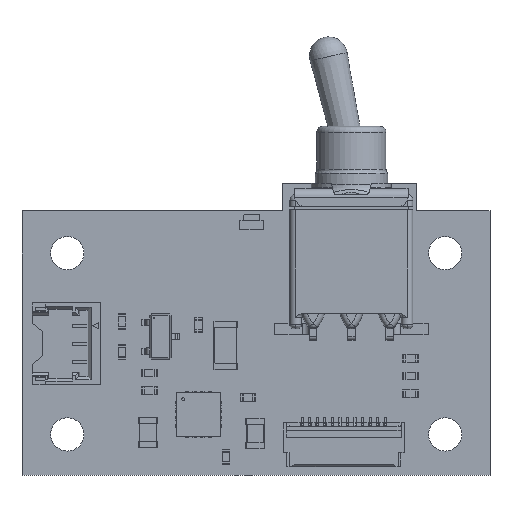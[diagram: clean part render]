
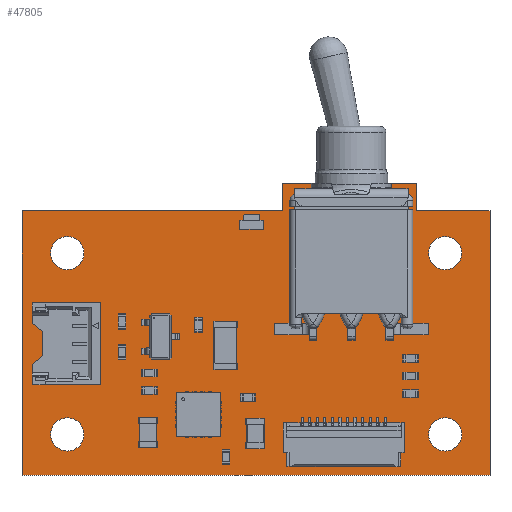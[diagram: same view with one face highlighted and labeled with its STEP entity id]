
A CAD part, top view. The second image highlights one B-rep face of the part: STEP entity #47805.
In plain terms, the highlighted planar face has unit normal (0, 0, 1).
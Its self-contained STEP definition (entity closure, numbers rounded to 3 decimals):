
#47595 = VERTEX_POINT('',#47596);
#47596 = CARTESIAN_POINT('',(134.112,-58.217,0.51));
#47602 = EDGE_CURVE('',#47595,#47603,#47605,.T.);
#47603 = VERTEX_POINT('',#47604);
#47604 = CARTESIAN_POINT('',(138.963,-58.216,0.51));
#47605 = LINE('',#47606,#47607);
#47606 = CARTESIAN_POINT('',(134.112,-58.217,0.51));
#47607 = VECTOR('',#47608,1.);
#47608 = DIRECTION('',(1.,0.,0.));
#47635 = VERTEX_POINT('',#47636);
#47636 = CARTESIAN_POINT('',(134.112,-56.388,0.51));
#47642 = EDGE_CURVE('',#47635,#47595,#47643,.T.);
#47643 = LINE('',#47644,#47645);
#47644 = CARTESIAN_POINT('',(134.112,-56.388,0.51));
#47645 = VECTOR('',#47646,1.);
#47646 = DIRECTION('',(0.,-1.,0.));
#47664 = EDGE_CURVE('',#47603,#47665,#47667,.T.);
#47665 = VERTEX_POINT('',#47666);
#47666 = CARTESIAN_POINT('',(138.963,-75.692,0.51));
#47667 = LINE('',#47668,#47669);
#47668 = CARTESIAN_POINT('',(138.963,-58.216,0.51));
#47669 = VECTOR('',#47670,1.);
#47670 = DIRECTION('',(0.,-1.,0.));
#47805 = ADVANCED_FACE('',(#47806,#47849,#47860,#47871,#47882,#47893,
    #47904),#47915,.T.);
#47806 = FACE_BOUND('',#47807,.T.);
#47807 = EDGE_LOOP('',(#47808,#47809,#47810,#47818,#47826,#47834,#47842,
    #47848));
#47808 = ORIENTED_EDGE('',*,*,#47602,.F.);
#47809 = ORIENTED_EDGE('',*,*,#47642,.F.);
#47810 = ORIENTED_EDGE('',*,*,#47811,.F.);
#47811 = EDGE_CURVE('',#47812,#47635,#47814,.T.);
#47812 = VERTEX_POINT('',#47813);
#47813 = CARTESIAN_POINT('',(125.222,-56.388,0.51));
#47814 = LINE('',#47815,#47816);
#47815 = CARTESIAN_POINT('',(125.222,-56.388,0.51));
#47816 = VECTOR('',#47817,1.);
#47817 = DIRECTION('',(1.,0.,0.));
#47818 = ORIENTED_EDGE('',*,*,#47819,.F.);
#47819 = EDGE_CURVE('',#47820,#47812,#47822,.T.);
#47820 = VERTEX_POINT('',#47821);
#47821 = CARTESIAN_POINT('',(125.222,-58.217,0.51));
#47822 = LINE('',#47823,#47824);
#47823 = CARTESIAN_POINT('',(125.222,-58.217,0.51));
#47824 = VECTOR('',#47825,1.);
#47825 = DIRECTION('',(0.,1.,0.));
#47826 = ORIENTED_EDGE('',*,*,#47827,.F.);
#47827 = EDGE_CURVE('',#47828,#47820,#47830,.T.);
#47828 = VERTEX_POINT('',#47829);
#47829 = CARTESIAN_POINT('',(108.,-58.216,0.51));
#47830 = LINE('',#47831,#47832);
#47831 = CARTESIAN_POINT('',(108.,-58.216,0.51));
#47832 = VECTOR('',#47833,1.);
#47833 = DIRECTION('',(1.,0.,0.));
#47834 = ORIENTED_EDGE('',*,*,#47835,.F.);
#47835 = EDGE_CURVE('',#47836,#47828,#47838,.T.);
#47836 = VERTEX_POINT('',#47837);
#47837 = CARTESIAN_POINT('',(108.,-75.692,0.51));
#47838 = LINE('',#47839,#47840);
#47839 = CARTESIAN_POINT('',(108.,-75.692,0.51));
#47840 = VECTOR('',#47841,1.);
#47841 = DIRECTION('',(0.,1.,0.));
#47842 = ORIENTED_EDGE('',*,*,#47843,.F.);
#47843 = EDGE_CURVE('',#47665,#47836,#47844,.T.);
#47844 = LINE('',#47845,#47846);
#47845 = CARTESIAN_POINT('',(138.963,-75.692,0.51));
#47846 = VECTOR('',#47847,1.);
#47847 = DIRECTION('',(-1.,0.,0.));
#47848 = ORIENTED_EDGE('',*,*,#47664,.F.);
#47849 = FACE_BOUND('',#47850,.T.);
#47850 = EDGE_LOOP('',(#47851));
#47851 = ORIENTED_EDGE('',*,*,#47852,.T.);
#47852 = EDGE_CURVE('',#47853,#47853,#47855,.T.);
#47853 = VERTEX_POINT('',#47854);
#47854 = CARTESIAN_POINT('',(111.,-74.1,0.51));
#47855 = CIRCLE('',#47856,1.1);
#47856 = AXIS2_PLACEMENT_3D('',#47857,#47858,#47859);
#47857 = CARTESIAN_POINT('',(111.,-73.,0.51));
#47858 = DIRECTION('',(-0.,0.,-1.));
#47859 = DIRECTION('',(-0.,-1.,0.));
#47860 = FACE_BOUND('',#47861,.T.);
#47861 = EDGE_LOOP('',(#47862));
#47862 = ORIENTED_EDGE('',*,*,#47863,.T.);
#47863 = EDGE_CURVE('',#47864,#47864,#47866,.T.);
#47864 = VERTEX_POINT('',#47865);
#47865 = CARTESIAN_POINT('',(110.915,-68.79,0.51));
#47866 = CIRCLE('',#47867,0.5);
#47867 = AXIS2_PLACEMENT_3D('',#47868,#47869,#47870);
#47868 = CARTESIAN_POINT('',(110.915,-68.29,0.51));
#47869 = DIRECTION('',(-0.,0.,-1.));
#47870 = DIRECTION('',(-0.,-1.,0.));
#47871 = FACE_BOUND('',#47872,.T.);
#47872 = EDGE_LOOP('',(#47873));
#47873 = ORIENTED_EDGE('',*,*,#47874,.T.);
#47874 = EDGE_CURVE('',#47875,#47875,#47877,.T.);
#47875 = VERTEX_POINT('',#47876);
#47876 = CARTESIAN_POINT('',(136.,-74.1,0.51));
#47877 = CIRCLE('',#47878,1.1);
#47878 = AXIS2_PLACEMENT_3D('',#47879,#47880,#47881);
#47879 = CARTESIAN_POINT('',(136.,-73.,0.51));
#47880 = DIRECTION('',(-0.,0.,-1.));
#47881 = DIRECTION('',(-0.,-1.,0.));
#47882 = FACE_BOUND('',#47883,.T.);
#47883 = EDGE_LOOP('',(#47884));
#47884 = ORIENTED_EDGE('',*,*,#47885,.T.);
#47885 = EDGE_CURVE('',#47886,#47886,#47888,.T.);
#47886 = VERTEX_POINT('',#47887);
#47887 = CARTESIAN_POINT('',(110.915,-66.25,0.51));
#47888 = CIRCLE('',#47889,0.5);
#47889 = AXIS2_PLACEMENT_3D('',#47890,#47891,#47892);
#47890 = CARTESIAN_POINT('',(110.915,-65.75,0.51));
#47891 = DIRECTION('',(-0.,0.,-1.));
#47892 = DIRECTION('',(-0.,-1.,0.));
#47893 = FACE_BOUND('',#47894,.T.);
#47894 = EDGE_LOOP('',(#47895));
#47895 = ORIENTED_EDGE('',*,*,#47896,.T.);
#47896 = EDGE_CURVE('',#47897,#47897,#47899,.T.);
#47897 = VERTEX_POINT('',#47898);
#47898 = CARTESIAN_POINT('',(111.,-62.1,0.51));
#47899 = CIRCLE('',#47900,1.1);
#47900 = AXIS2_PLACEMENT_3D('',#47901,#47902,#47903);
#47901 = CARTESIAN_POINT('',(111.,-61.,0.51));
#47902 = DIRECTION('',(-0.,0.,-1.));
#47903 = DIRECTION('',(-0.,-1.,0.));
#47904 = FACE_BOUND('',#47905,.T.);
#47905 = EDGE_LOOP('',(#47906));
#47906 = ORIENTED_EDGE('',*,*,#47907,.T.);
#47907 = EDGE_CURVE('',#47908,#47908,#47910,.T.);
#47908 = VERTEX_POINT('',#47909);
#47909 = CARTESIAN_POINT('',(136.,-62.1,0.51));
#47910 = CIRCLE('',#47911,1.1);
#47911 = AXIS2_PLACEMENT_3D('',#47912,#47913,#47914);
#47912 = CARTESIAN_POINT('',(136.,-61.,0.51));
#47913 = DIRECTION('',(-0.,0.,-1.));
#47914 = DIRECTION('',(-0.,-1.,0.));
#47915 = PLANE('',#47916);
#47916 = AXIS2_PLACEMENT_3D('',#47917,#47918,#47919);
#47917 = CARTESIAN_POINT('',(0.,0.,0.51));
#47918 = DIRECTION('',(0.,0.,1.));
#47919 = DIRECTION('',(1.,0.,-0.));
